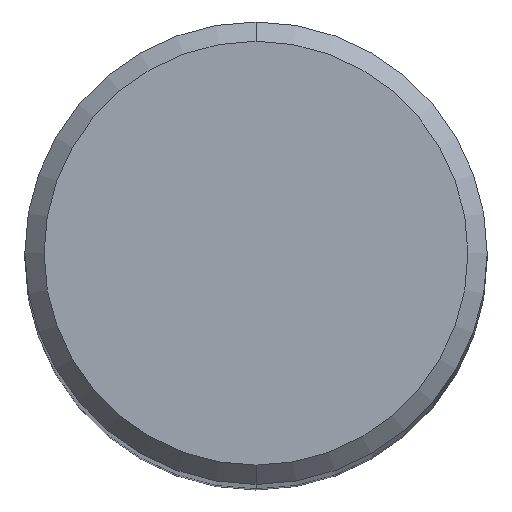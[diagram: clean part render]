
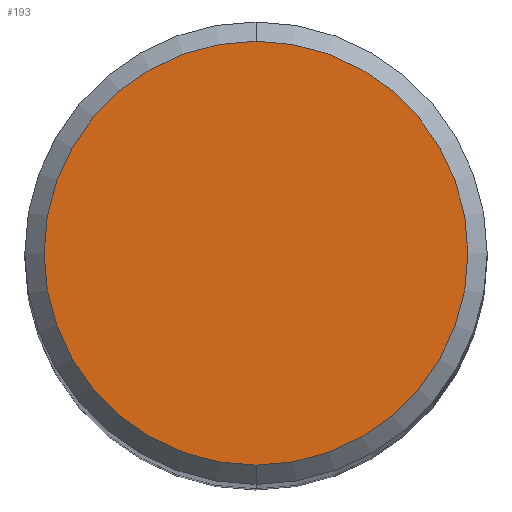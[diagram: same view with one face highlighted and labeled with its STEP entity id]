
A CAD part, top view. The second image highlights one B-rep face of the part: STEP entity #193.
In plain terms, the highlighted planar face has unit normal (0, 0, 1).
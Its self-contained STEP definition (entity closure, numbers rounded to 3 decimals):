
#7 = VERTEX_POINT ( 'NONE', #61 ) ;
#11 = PLANE ( 'NONE',  #315 ) ;
#26 = DIRECTION ( 'NONE',  ( 0., 1., 0. ) ) ;
#52 = DIRECTION ( 'NONE',  ( 0., 0., -1. ) ) ;
#54 = AXIS2_PLACEMENT_3D ( 'NONE', #331, #52, #26 ) ;
#58 = CARTESIAN_POINT ( 'NONE',  ( 0., 0., 83. ) ) ;
#61 = CARTESIAN_POINT ( 'NONE',  ( 0., -5.5, 83. ) ) ;
#80 = CIRCLE ( 'NONE', #147, 5.5 ) ;
#97 = CARTESIAN_POINT ( 'NONE',  ( 0., 5.5, 83. ) ) ;
#106 = DIRECTION ( 'NONE',  ( 0., 1., 0. ) ) ;
#147 = AXIS2_PLACEMENT_3D ( 'NONE', #58, #380, #301 ) ;
#193 = ADVANCED_FACE ( 'NONE', ( #390 ), #11, .F. ) ;
#205 = ORIENTED_EDGE ( 'NONE', *, *, #336, .F. ) ;
#215 = CARTESIAN_POINT ( 'NONE',  ( 0., 0., 83. ) ) ;
#262 = ORIENTED_EDGE ( 'NONE', *, *, #389, .F. ) ;
#285 = DIRECTION ( 'NONE',  ( 0., 0., -1. ) ) ;
#301 = DIRECTION ( 'NONE',  ( 0., 1., 0. ) ) ;
#315 = AXIS2_PLACEMENT_3D ( 'NONE', #215, #285, #106 ) ;
#317 = EDGE_LOOP ( 'NONE', ( #205, #262 ) ) ;
#331 = CARTESIAN_POINT ( 'NONE',  ( 0., 0., 83. ) ) ;
#336 = EDGE_CURVE ( 'NONE', #434, #7, #355, .T. ) ;
#355 = CIRCLE ( 'NONE', #54, 5.5 ) ;
#380 = DIRECTION ( 'NONE',  ( 0., 0., -1. ) ) ;
#389 = EDGE_CURVE ( 'NONE', #7, #434, #80, .T. ) ;
#390 = FACE_OUTER_BOUND ( 'NONE', #317, .T. ) ;
#434 = VERTEX_POINT ( 'NONE', #97 ) ;
